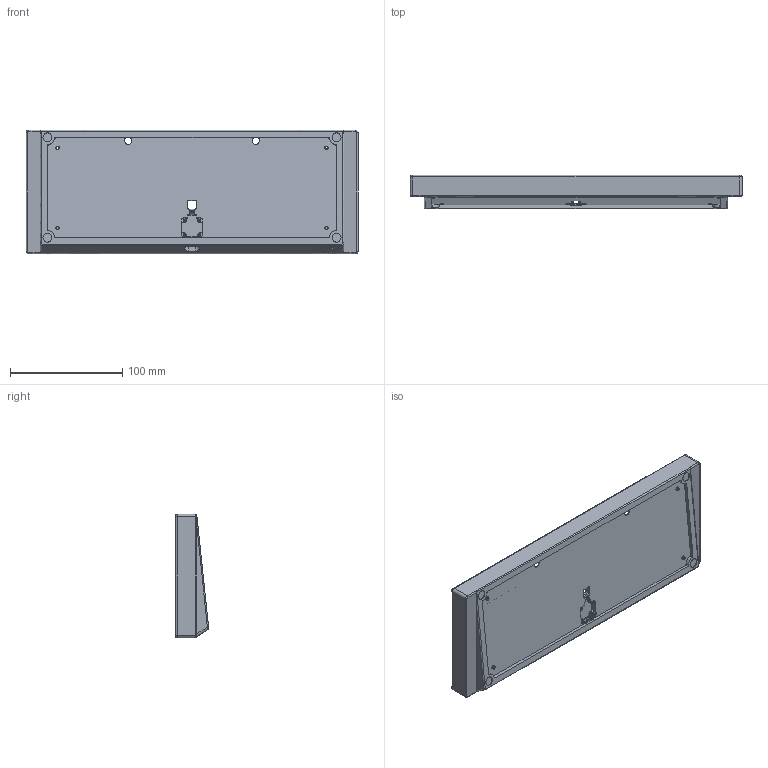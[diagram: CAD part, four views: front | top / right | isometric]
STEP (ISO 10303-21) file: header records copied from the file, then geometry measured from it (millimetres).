
FILE_DESCRIPTION(/* description */ (''),/* implementation_level */ '2;1');
FILE_NAME(/* name */ 'Case_Draft_SmallCaseLogo_DeepWeightRoute.step',/* time_stamp */ '2023-03-24T23:16:12-04:00',/* author */ (''),/* organization */ (''),/* preprocessor_version */ 'ST-DEVELOPER v19.2',/* originating_system */ 'Autodesk Translation Framework v11.17.0.187',/* authorisation */ '');
FILE_SCHEMA (('AUTOMOTIVE_DESIGN { 1 0 10303 214 3 1 1 }'));
Length unit declared in the file: millimetre
Products named in the file (1): (Unsaved)
Bounding box: 295.7 x 29.68 x 110.2 mm (x, y, z)
Volume: 223242.3 mm3; surface area: 99156.3 mm2
Topology: 1 solids, 1 shells, 553 faces, 1541 edges, 1005 vertices
Faces by surface type: cylinder 247, bspline 176, plane 124, cone 4, torus 2
Full cylindrical faces by diameter (mm): 1.567 x36, 2 x36, 2.459 x14, 3 x10, 8 x4
Entity records: 26992 total; most frequent: CARTESIAN_POINT 14735, ORIENTED_EDGE 3082, DIRECTION 1984, EDGE_CURVE 1541, VERTEX_POINT 1005, LINE 678, VECTOR 678, AXIS2_PLACEMENT_3D 653
